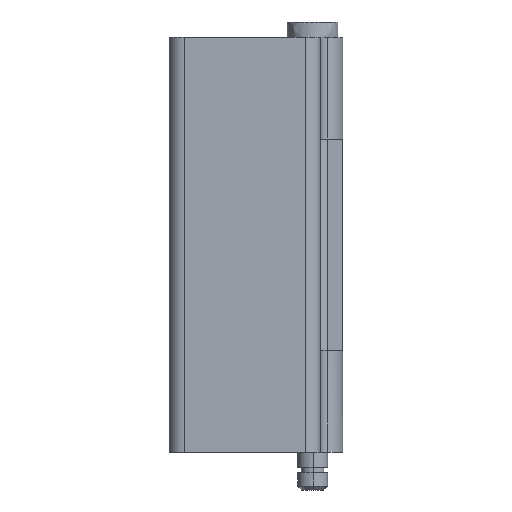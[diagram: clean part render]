
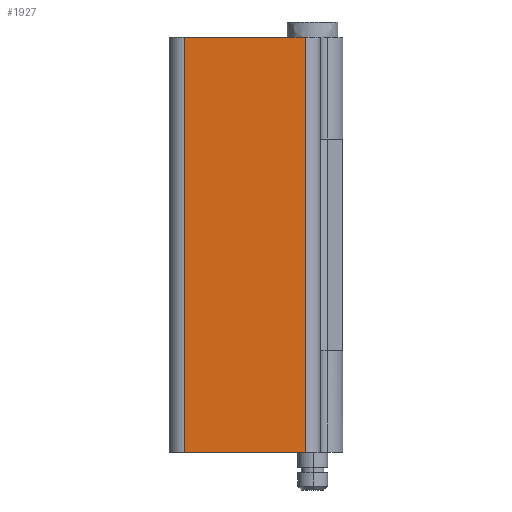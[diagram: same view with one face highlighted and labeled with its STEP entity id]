
A CAD part, front view. The second image highlights one B-rep face of the part: STEP entity #1927.
In plain terms, the highlighted free-form (B-spline) face has degree [1, 1] with [2, 2] control points.
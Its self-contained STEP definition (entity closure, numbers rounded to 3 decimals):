
#1625=CARTESIAN_POINT('',(-1.,-16.0,5.0));
#1626=VERTEX_POINT('',#1625);
#1642=CARTESIAN_POINT('',(-17.0,-16.,5.0));
#1643=VERTEX_POINT('',#1642);
#1644=CARTESIAN_POINT('',(-1.,-16.0,5.0));
#1645=CARTESIAN_POINT('',(-17.0,-16.,5.0));
#1646=QUASI_UNIFORM_CURVE('',1,(#1644,#1645),.UNSPECIFIED.,.F.,.U.);
#1647=EDGE_CURVE('',#1626,#1643,#1646,.T.);
#1709=CARTESIAN_POINT('',(-17.0,-16.,60.0));
#1710=VERTEX_POINT('',#1709);
#1726=CARTESIAN_POINT('',(-1.,-16.0,60.0));
#1727=VERTEX_POINT('',#1726);
#1728=CARTESIAN_POINT('',(-1.,-16.0,60.0));
#1729=CARTESIAN_POINT('',(-17.0,-16.,60.0));
#1730=QUASI_UNIFORM_CURVE('',1,(#1728,#1729),.UNSPECIFIED.,.F.,.U.);
#1731=EDGE_CURVE('',#1727,#1710,#1730,.T.);
#1902=CARTESIAN_POINT('',(-17.0,-16.,60.0));
#1903=CARTESIAN_POINT('',(-17.0,-16.,5.0));
#1904=QUASI_UNIFORM_CURVE('',1,(#1902,#1903),.UNSPECIFIED.,.F.,.U.);
#1905=EDGE_CURVE('',#1710,#1643,#1904,.T.);
#1912=CARTESIAN_POINT('',(-17.799,-16.,62.747));
#1913=CARTESIAN_POINT('',(-17.799,-16.,2.253));
#1914=CARTESIAN_POINT('',(-0.201,-16.,62.747));
#1915=CARTESIAN_POINT('',(-0.201,-16.,2.253));
#1916=B_SPLINE_SURFACE_WITH_KNOTS('',1,1,((#1912,#1914),(#1913,#1915)),.UNSPECIFIED.,.F.,.F.,.U.,(2,2),(2,2),(0.0,60.495),(0.0,17.598),.UNSPECIFIED.);
#1917=ORIENTED_EDGE('',*,*,#1647,.F.);
#1918=CARTESIAN_POINT('',(-1.,-16.0,60.0));
#1919=CARTESIAN_POINT('',(-1.,-16.0,5.0));
#1920=QUASI_UNIFORM_CURVE('',1,(#1918,#1919),.UNSPECIFIED.,.F.,.U.);
#1921=EDGE_CURVE('',#1727,#1626,#1920,.T.);
#1922=ORIENTED_EDGE('',*,*,#1921,.F.);
#1923=ORIENTED_EDGE('',*,*,#1731,.T.);
#1924=ORIENTED_EDGE('',*,*,#1905,.T.);
#1925=EDGE_LOOP('',(#1917,#1922,#1923,#1924));
#1926=FACE_OUTER_BOUND('',#1925,.T.);
#1927=ADVANCED_FACE('',(#1926),#1916,.T.);
